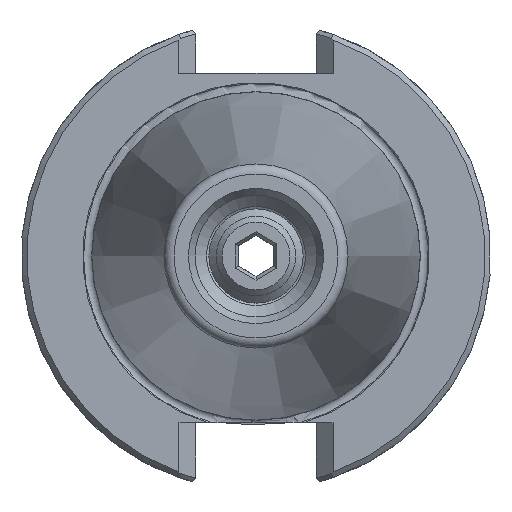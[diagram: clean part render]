
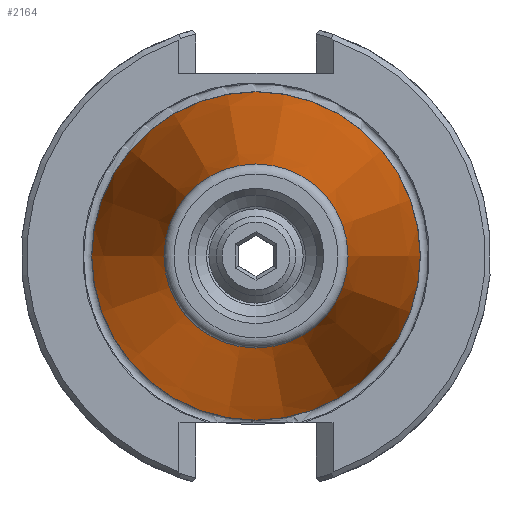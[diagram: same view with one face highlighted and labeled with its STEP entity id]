
A CAD part, left-side view. The second image highlights one B-rep face of the part: STEP entity #2164.
In plain terms, the highlighted conical face has half-angle 8.297 degrees and reference radius 17.248 mm.
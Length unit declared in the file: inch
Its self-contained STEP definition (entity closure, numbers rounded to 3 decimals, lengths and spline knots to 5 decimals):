
#100=CONICAL_SURFACE('',#2344,0.67904,8.297);
#456=FACE_BOUND('',#712,.T.);
#548=FACE_OUTER_BOUND('',#711,.T.);
#711=EDGE_LOOP('',(#1717));
#712=EDGE_LOOP('',(#1718));
#848=CIRCLE('',#2331,0.875);
#854=CIRCLE('',#2342,0.48982);
#1053=VERTEX_POINT('',#4252);
#1059=VERTEX_POINT('',#4269);
#1301=EDGE_CURVE('',#1053,#1053,#848,.T.);
#1307=EDGE_CURVE('',#1059,#1059,#854,.T.);
#1717=ORIENTED_EDGE('',*,*,#1301,.F.);
#1718=ORIENTED_EDGE('',*,*,#1307,.F.);
#2164=ADVANCED_FACE('',(#548,#456),#100,.T.);
#2331=AXIS2_PLACEMENT_3D('',#4253,#2728,#2729);
#2342=AXIS2_PLACEMENT_3D('',#4270,#2750,#2751);
#2344=AXIS2_PLACEMENT_3D('',#4272,#2754,#2755);
#2728=DIRECTION('center_axis',(1.,0.,0.));
#2729=DIRECTION('ref_axis',(0.,1.,0.));
#2750=DIRECTION('center_axis',(-1.,0.,0.));
#2751=DIRECTION('ref_axis',(0.,-1.,0.));
#2754=DIRECTION('center_axis',(1.,0.,0.));
#2755=DIRECTION('ref_axis',(0.,1.,0.));
#4252=CARTESIAN_POINT('',(0.,0.875,0.));
#4253=CARTESIAN_POINT('Origin',(0.,0.,0.));
#4269=CARTESIAN_POINT('',(-2.64129,0.48982,0.));
#4270=CARTESIAN_POINT('Origin',(-2.64129,0.,
0.));
#4272=CARTESIAN_POINT('Origin',(-1.34375,0.,0.));
